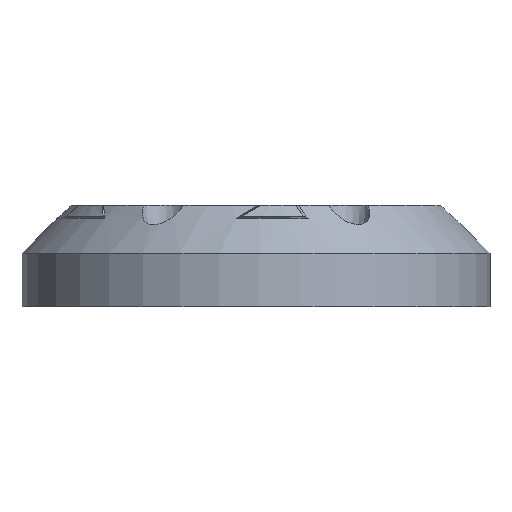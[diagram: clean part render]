
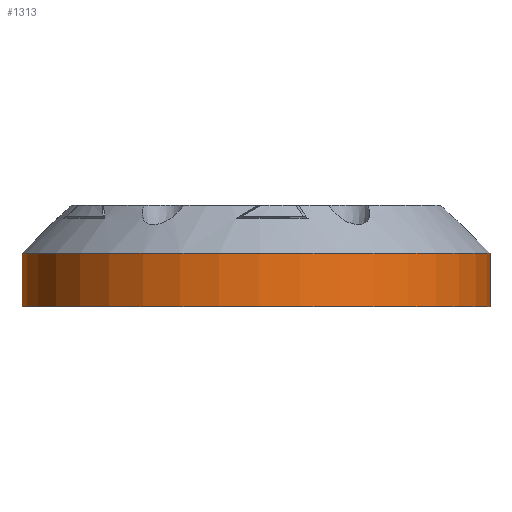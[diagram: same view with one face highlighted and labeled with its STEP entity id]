
A CAD part, front view. The second image highlights one B-rep face of the part: STEP entity #1313.
In plain terms, the highlighted cylindrical face has radius 22 mm (diameter 44 mm), a partial arc.
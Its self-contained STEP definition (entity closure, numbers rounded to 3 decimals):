
#164 = VERTEX_POINT('',#165);
#165 = CARTESIAN_POINT('',(22.,0.,10.5));
#181 = VERTEX_POINT('',#182);
#182 = CARTESIAN_POINT('',(-1.,21.977,10.5));
#189 = EDGE_CURVE('',#164,#181,#190,.T.);
#190 = CIRCLE('',#191,22.);
#191 = AXIS2_PLACEMENT_3D('',#192,#193,#194);
#192 = CARTESIAN_POINT('',(0.,0.,10.5));
#193 = DIRECTION('',(0.,0.,-1.));
#194 = DIRECTION('',(1.,0.,0.));
#1313 = ADVANCED_FACE('',(#1314),#1340,.T.);
#1314 = FACE_BOUND('',#1315,.F.);
#1315 = EDGE_LOOP('',(#1316,#1324,#1333,#1339));
#1316 = ORIENTED_EDGE('',*,*,#1317,.F.);
#1317 = EDGE_CURVE('',#1318,#164,#1320,.T.);
#1318 = VERTEX_POINT('',#1319);
#1319 = CARTESIAN_POINT('',(22.,0.,5.5));
#1320 = LINE('',#1321,#1322);
#1321 = CARTESIAN_POINT('',(22.,0.,5.5));
#1322 = VECTOR('',#1323,1.);
#1323 = DIRECTION('',(0.,0.,1.));
#1324 = ORIENTED_EDGE('',*,*,#1325,.T.);
#1325 = EDGE_CURVE('',#1318,#1326,#1328,.T.);
#1326 = VERTEX_POINT('',#1327);
#1327 = CARTESIAN_POINT('',(-1.,21.977,5.5));
#1328 = CIRCLE('',#1329,22.);
#1329 = AXIS2_PLACEMENT_3D('',#1330,#1331,#1332);
#1330 = CARTESIAN_POINT('',(0.,0.,5.5));
#1331 = DIRECTION('',(0.,0.,-1.));
#1332 = DIRECTION('',(1.,0.,0.));
#1333 = ORIENTED_EDGE('',*,*,#1334,.T.);
#1334 = EDGE_CURVE('',#1326,#181,#1335,.T.);
#1335 = LINE('',#1336,#1337);
#1336 = CARTESIAN_POINT('',(-1.,21.977,5.5));
#1337 = VECTOR('',#1338,1.);
#1338 = DIRECTION('',(0.,0.,1.));
#1339 = ORIENTED_EDGE('',*,*,#189,.F.);
#1340 = CYLINDRICAL_SURFACE('',#1341,22.);
#1341 = AXIS2_PLACEMENT_3D('',#1342,#1343,#1344);
#1342 = CARTESIAN_POINT('',(0.,0.,5.5));
#1343 = DIRECTION('',(0.,0.,1.));
#1344 = DIRECTION('',(1.,0.,0.));
